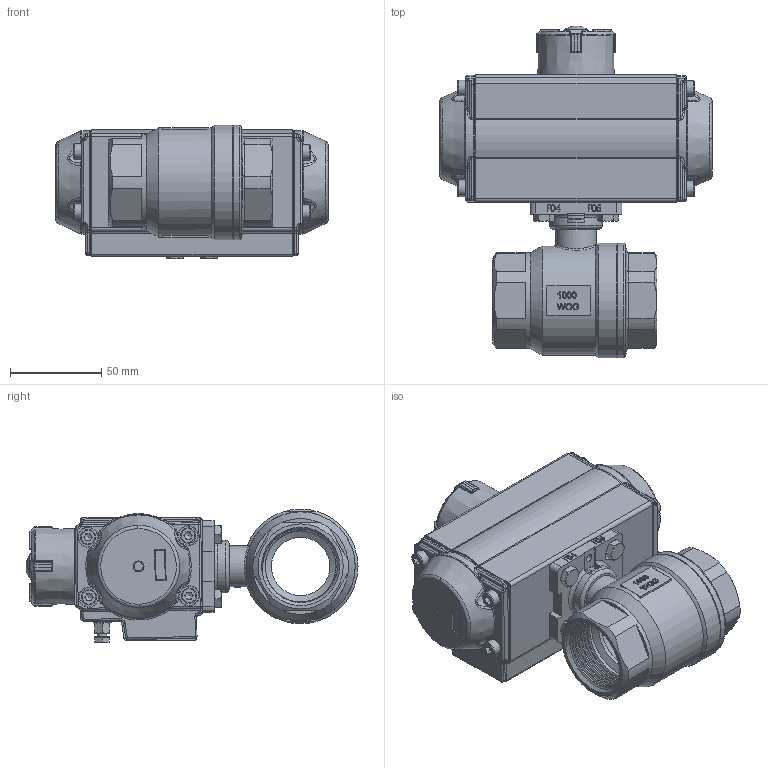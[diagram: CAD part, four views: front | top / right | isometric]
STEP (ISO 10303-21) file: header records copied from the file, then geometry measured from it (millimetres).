
FILE_DESCRIPTION(/* description */ ('Unknown'),/* implementation_level */ '2;1');
FILE_NAME(/* name */ 'PD02 9652-07',/* time_stamp */ '2025-01-15T09:57:36+01:00',/* author */ ('Unknown'),/* organization */ ('Unknown'),/* preprocessor_version */ 'ST-DEVELOPER v19.4',/* originating_system */ 'Solid Edge',/* authorisation */ 'Unknown');
FILE_SCHEMA (('AUTOMOTIVE_DESIGN {1 0 10303 214 3 1 1}'));
Products named in the file (26): PD029652-07; 9652-07; FS三片式球阀防松片.; 概裝蚾饜极; Z三片式球阀阀杆.; 0 0型圈._GB-T 3452.1 13.2x2.65-A; M-DN32; T-000媼え宒⑩概概极; FGM三片式球阀阀杆螺母._GB_FASTENER_NUT_STNABTT M14X1.5-N; G(J)-DN32; DD一片式球阀蝶型垫圈; PD02_PE01; vt50-2016-06-25; hex bolt gradeab_din_ISO 4014 - M5 x 25 x 16-N; huosai50; vt50-2016-06-25 _______MIR; zhou50; VTE50____; plain washers-n series-grade a gb_GB_FASTENER_WASHER_PWNA 5; hex nut gradec_din_Hexagon Nut ISO 4034 - M5 - N; Optische Anzeige; ______; ________(___________; cup head nib bolts with large head gb_GB_FASTENER_BOLT_CHNBW M6X25-N; socket head cap screw_din_DIN 912 M5 x 16 --- 16N; DIN 933 M6x18 A2-70 BLK_EDST
Assembly tree (42 placements, depth 4):
  PD029652-07
    9652-07
      FS三片式球阀防松片.
      概裝蚾饜极
        Z三片式球阀阀杆.
        0 0型圈._GB-T 3452.1 13.2x2.65-A
      M-DN32
      T-000媼え宒⑩概概极
      FGM三片式球阀阀杆螺母._GB_FASTENER_NUT_STNABTT M14X1.5-N
      G(J)-DN32
      DD一片式球阀蝶型垫圈
    PD02_PE01
      vt50-2016-06-25
      hex bolt gradeab_din_ISO 4014 - M5 x 25 x 16-N  x2
      huosai50  x2
      vt50-2016-06-25 _______MIR
      zhou50
      VTE50____
      plain washers-n series-grade a gb_GB_FASTENER_WASHER_PWNA 5  x2
      hex nut gradec_din_Hexagon Nut ISO 4034 - M5 - N  x2
      Optische Anzeige
        ______
        ________(___________  x4
        cup head nib bolts with large head gb_GB_FASTENER_BOLT_CHNBW M6X25-N
      socket head cap screw_din_DIN 912 M5 x 16 --- 16N  x8
    DIN 933 M6x18 A2-70 BLK_EDST  x4
Bounding box: 149.4 x 182.31 x 73.5 mm (x, y, z)
Volume: 507172.3 mm3; surface area: 202108.2 mm2
Topology: 38 solids, 38 shells, 3021 faces, 7444 edges, 4630 vertices
Faces by surface type: plane 1115, cylinder 775, bspline 500, torus 310, cone 292, sphere 29
Full cylindrical faces by diameter (mm): 2.5 x2, 3 x16, 3.3 x8, 4.134 x20, 4.2 x3, 4.66 x1, 4.917 x7, 5 x12, 5.3 x2, 5.5 x1, 6 x5, 6.2 x1, 8 x2, 8.5 x8, 8.566 x2, 10 x8, 11 x2, 11.4 x1, 12 x2, 12.376 x4, 12.5 x2, 12.9 x1, 13 x12, 13.5 x2, 13.8 x1, 14 x7, 14.1 x1, 14.3 x1, 16.5 x3, 16.7 x1
Entity records: 89507 total; most frequent: CARTESIAN_POINT 40882, ORIENTED_EDGE 10224, DIRECTION 8798, EDGE_CURVE 5112, VERTEX_POINT 3432, AXIS2_PLACEMENT_3D 3334, FACE_BOUND 2774, EDGE_LOOP 2752
